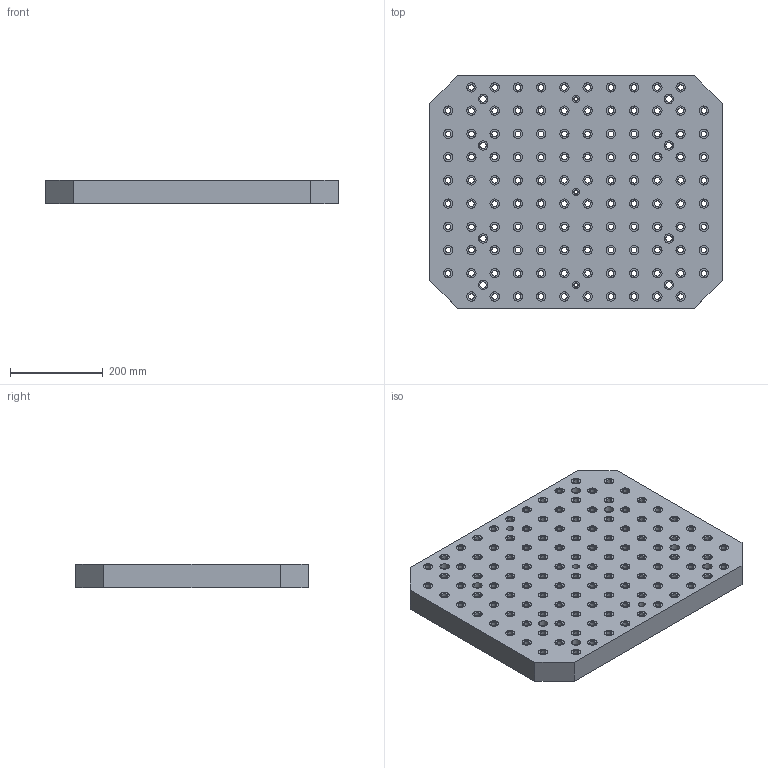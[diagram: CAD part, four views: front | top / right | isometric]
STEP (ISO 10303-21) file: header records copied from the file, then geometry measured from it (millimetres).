
FILE_DESCRIPTION(('STEP AP214'),'1');
FILE_NAME('HALDERV_EH_1500_500.stp','2017-08-29T05:55:47',('TraceParts'),('TraceParts S.A.'),'Spatial InterOp 3D',' ',' ');
FILE_SCHEMA(('automotive_design'));
Length unit declared in the file: millimetre
Products named in the file (1): HALDERV_EH_1500_500
Bounding box: 630 x 500 x 50 mm (x, y, z)
Volume: 14615766.1 mm3; surface area: 939096.6 mm2
Topology: 1 solids, 1 shells, 654 faces, 1566 edges, 1044 vertices
Faces by surface type: cylinder 514, plane 140
Entity records: 25342 total; most frequent: DIRECTION 3904, CARTESIAN_POINT 3265, ORIENTED_EDGE 3132, AXIS2_PLACEMENT_3D 1683, EDGE_CURVE 1566, VERTEX_POINT 1044, EDGE_LOOP 1038, CIRCLE 1028
